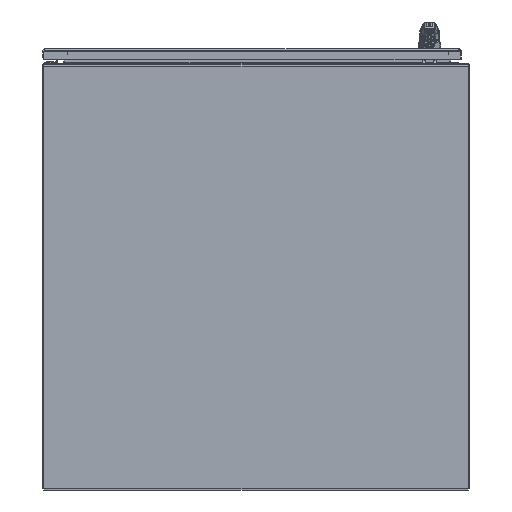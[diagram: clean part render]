
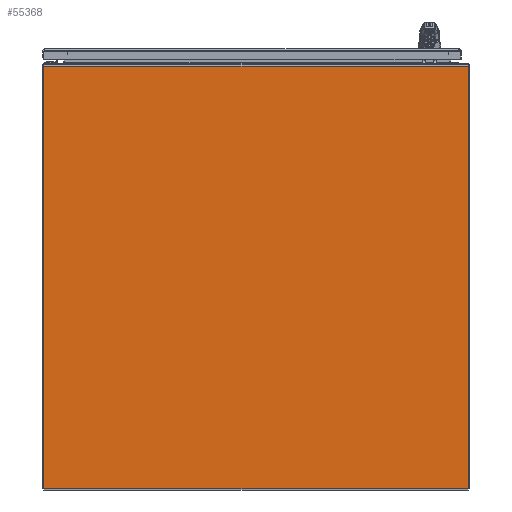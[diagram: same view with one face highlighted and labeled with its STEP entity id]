
A CAD part, front view. The second image highlights one B-rep face of the part: STEP entity #55368.
In plain terms, the highlighted face is planar.
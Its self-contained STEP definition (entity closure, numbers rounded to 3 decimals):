
#13084=FACE_OUTER_BOUND('',#15424,.T.);
#15424=EDGE_LOOP('',(#42586,#42587,#42588,#42589));
#18161=LINE('',#78079,#21984);
#18167=LINE('',#78097,#21990);
#18170=LINE('',#78103,#21993);
#18171=LINE('',#78104,#21994);
#21984=VECTOR('',#63478,35.921);
#21990=VECTOR('',#63502,35.78);
#21993=VECTOR('',#63507,35.78);
#21994=VECTOR('',#63508,35.921);
#25769=VERTEX_POINT('',#78076);
#25770=VERTEX_POINT('',#78078);
#25773=VERTEX_POINT('',#78096);
#25775=VERTEX_POINT('',#78102);
#33805=EDGE_CURVE('',#25770,#25769,#18161,.T.);
#33814=EDGE_CURVE('',#25770,#25773,#18167,.T.);
#33817=EDGE_CURVE('',#25775,#25769,#18170,.T.);
#33818=EDGE_CURVE('',#25773,#25775,#18171,.T.);
#42586=ORIENTED_EDGE('',*,*,#33805,.T.);
#42587=ORIENTED_EDGE('',*,*,#33817,.F.);
#42588=ORIENTED_EDGE('',*,*,#33818,.F.);
#42589=ORIENTED_EDGE('',*,*,#33814,.F.);
#52565=PLANE('',#57783);
#55368=ADVANCED_FACE('',(#13084),#52565,.T.);
#57783=AXIS2_PLACEMENT_3D('',#78101,#63505,#63506);
#63478=DIRECTION('',(1.,0.,0.));
#63502=DIRECTION('',(0.,1.,0.));
#63505=DIRECTION('center_axis',(0.,0.,1.));
#63506=DIRECTION('ref_axis',(1.,0.,0.));
#63507=DIRECTION('',(0.,-1.,0.));
#63508=DIRECTION('',(1.,0.,0.));
#78076=CARTESIAN_POINT('',(17.961,-17.769,0.102));
#78078=CARTESIAN_POINT('',(-17.961,-17.769,0.102));
#78079=CARTESIAN_POINT('',(-8.98,-17.769,0.102));
#78096=CARTESIAN_POINT('',(-17.961,18.012,0.102));
#78097=CARTESIAN_POINT('',(-17.961,-18.012,0.102));
#78101=CARTESIAN_POINT('Origin',(0.,0.,
0.102));
#78102=CARTESIAN_POINT('',(17.961,18.012,0.102));
#78103=CARTESIAN_POINT('',(17.961,18.012,0.102));
#78104=CARTESIAN_POINT('',(-17.961,18.012,0.102));
